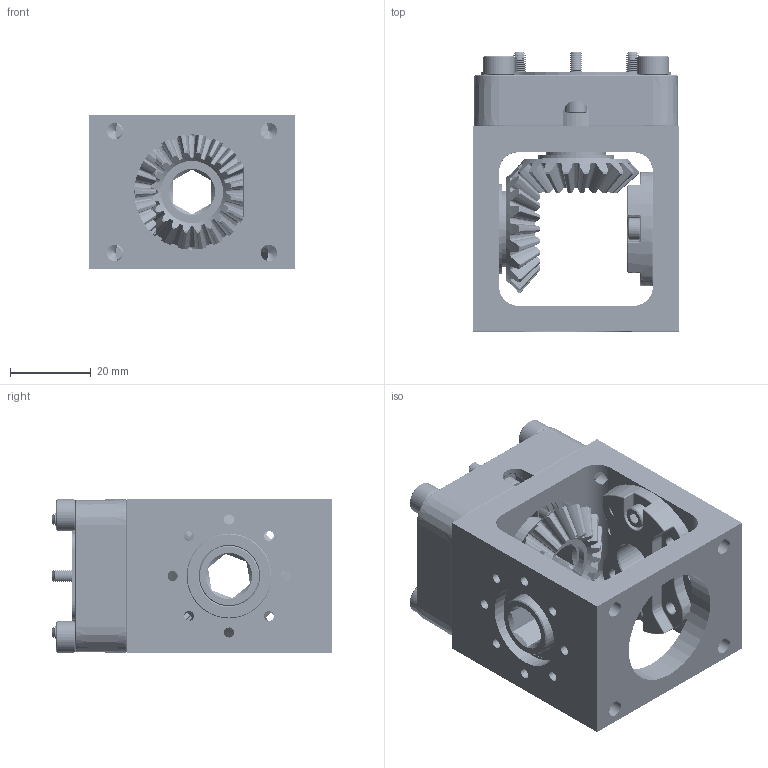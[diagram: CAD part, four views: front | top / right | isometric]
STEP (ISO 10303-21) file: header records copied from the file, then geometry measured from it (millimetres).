
FILE_DESCRIPTION (( 'STEP AP214' ), '1' );
FILE_NAME ('am-5475 375H Pass Through Bevel Assembly (NeveRest Hex).STEP', '2026-01-30T19:15:41', ( '' ), ( '' ), 'SwSTEP 2.0', 'SolidWorks 2024', '' );
FILE_SCHEMA (( 'AUTOMOTIVE_DESIGN' ));
Length unit declared in the file: inch
Products named in the file (12): am-5537 NeveRest Spacer Mount; am-5536 15 mm ID x 21mm OD x 4mm Thick Flanged Bearing (F6702ZZ)_am-5536 15 mm ID x 21mm OD x 4mm Thick Flanged Bearing (F6702ZZ); am-1047 10-32 x 0750 SHCS_am-1047 10-32 x 0750 SHCS; am-5534 0.430x21mm OD NeveRest Pattern Flanged Bushing for 0.375IN Hex_Counterbore; am-4869 Bevel Gear MOD1.5, 20T, 375H_am-4869 Bevel Gear MOD1.5, 20T, 375H; am-1698 0.430 ID 0.500 OD 0.250 Long Aluminum Spacer; SHCS M3 x 8mm with patch am-1500_am-1500 M3x8mm SHCS (Patched); am-1766 NeveRest Hex Bevel Spacer; am-5535 375H Pass Through Bevel Housing_am-5535 375H Pass Through Bevel Housing; am-1706 M3 x 12mm SHCS  with patch_am-1706 M3 x 12mm SHCS (Patched); am-5475 375H Pass Through Bevel Assembly (NeveRest Hex); Mating am-4869 Bevel Gear MOD1.5, 20T, 375H
Assembly tree (19 placements, depth 3):
  am-5475 375H Pass Through Bevel Assembly (NeveRest Hex)
    am-5535 375H Pass Through Bevel Housing_am-5535 375H Pass Through Bevel Housing
    am-5537 NeveRest Spacer Mount
    am-5536 15 mm ID x 21mm OD x 4mm Thick Flanged Bearing (F6702ZZ)_am-5536 15 mm ID x 21mm OD x 4mm Thick Flanged Bearing (F6702ZZ)
    am-5534 0.430x21mm OD NeveRest Pattern Flanged Bushing for 0.375IN Hex_Counterbore
    Mating am-4869 Bevel Gear MOD1.5, 20T, 375H
      am-4869 Bevel Gear MOD1.5, 20T, 375H_am-4869 Bevel Gear MOD1.5, 20T, 375H  x2
    SHCS M3 x 8mm with patch am-1500_am-1500 M3x8mm SHCS (Patched)  x2
    am-1706 M3 x 12mm SHCS  with patch_am-1706 M3 x 12mm SHCS (Patched)  x4
    am-1698 0.430 ID 0.500 OD 0.250 Long Aluminum Spacer
    am-1047 10-32 x 0750 SHCS_am-1047 10-32 x 0750 SHCS  x4
    am-1766 NeveRest Hex Bevel Spacer
Bounding box: 50.8 x 69.15 x 38.1 mm (x, y, z)
Volume: 55298.9 mm3; surface area: 43157 mm2
Topology: 35 solids, 35 shells, 3363 faces, 8720 edges, 5377 vertices
Faces by surface type: cylinder 1155, cone 752, bspline 554, torus 499, plane 346, sphere 57
Entity records: 83240 total; most frequent: CARTESIAN_POINT 34248, ORIENTED_EDGE 10580, DIRECTION 10010, EDGE_CURVE 5290, AXIS2_PLACEMENT_3D 4314, VERTEX_POINT 3219, CIRCLE 2533, EDGE_LOOP 2289
